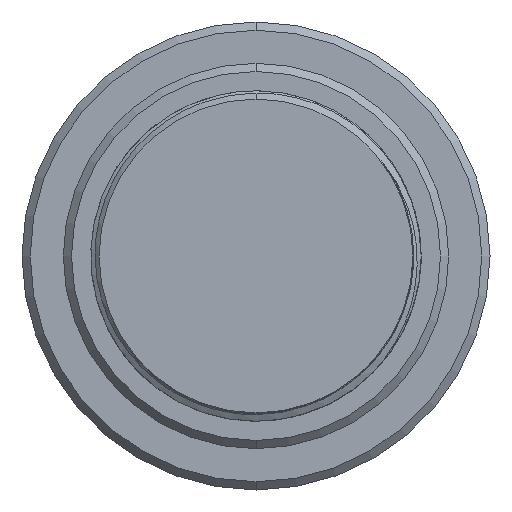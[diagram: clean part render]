
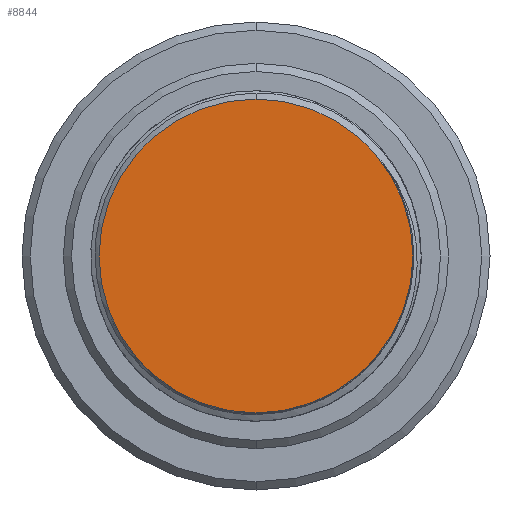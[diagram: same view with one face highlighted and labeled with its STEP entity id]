
A CAD part, left-side view. The second image highlights one B-rep face of the part: STEP entity #8844.
In plain terms, the highlighted face is planar.
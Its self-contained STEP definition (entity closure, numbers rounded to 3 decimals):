
#7616 = EDGE_CURVE('',#7617,#7619,#7621,.T.);
#7617 = VERTEX_POINT('',#7618);
#7618 = CARTESIAN_POINT('',(0.,0.,-5.7));
#7619 = VERTEX_POINT('',#7620);
#7620 = CARTESIAN_POINT('',(0.,0.,5.7));
#7621 = SURFACE_CURVE('',#7622,(#7627,#7639),.PCURVE_S1.);
#7622 = CIRCLE('',#7623,5.7);
#7623 = AXIS2_PLACEMENT_3D('',#7624,#7625,#7626);
#7624 = CARTESIAN_POINT('',(0.,0.,0.));
#7625 = DIRECTION('',(0.,-1.,-0.));
#7626 = DIRECTION('',(0.,0.,-1.));
#7627 = PCURVE('',#7628,#7633);
#7628 = CONICAL_SURFACE('',#7629,5.7,0.785);
#7629 = AXIS2_PLACEMENT_3D('',#7630,#7631,#7632);
#7630 = CARTESIAN_POINT('',(0.,0.,0.));
#7631 = DIRECTION('',(0.,1.,0.));
#7632 = DIRECTION('',(0.,-0.,1.));
#7633 = DEFINITIONAL_REPRESENTATION('',(#7634),#7638);
#7634 = LINE('',#7635,#7636);
#7635 = CARTESIAN_POINT('',(3.142,0.));
#7636 = VECTOR('',#7637,1.);
#7637 = DIRECTION('',(-1.,0.));
#7638 = ( GEOMETRIC_REPRESENTATION_CONTEXT(2) 
PARAMETRIC_REPRESENTATION_CONTEXT() REPRESENTATION_CONTEXT('2D SPACE',''
  ) );
#7639 = PCURVE('',#7640,#7645);
#7640 = PLANE('',#7641);
#7641 = AXIS2_PLACEMENT_3D('',#7642,#7643,#7644);
#7642 = CARTESIAN_POINT('',(0.,0.,0.));
#7643 = DIRECTION('',(0.,-1.,-0.));
#7644 = DIRECTION('',(0.,0.,-1.));
#7645 = DEFINITIONAL_REPRESENTATION('',(#7646),#7650);
#7646 = CIRCLE('',#7647,5.7);
#7647 = AXIS2_PLACEMENT_2D('',#7648,#7649);
#7648 = CARTESIAN_POINT('',(0.,0.));
#7649 = DIRECTION('',(1.,0.));
#7650 = ( GEOMETRIC_REPRESENTATION_CONTEXT(2) 
PARAMETRIC_REPRESENTATION_CONTEXT() REPRESENTATION_CONTEXT('2D SPACE',''
  ) );
#7668 = CONICAL_SURFACE('',#7669,5.7,0.785);
#7669 = AXIS2_PLACEMENT_3D('',#7670,#7671,#7672);
#7670 = CARTESIAN_POINT('',(0.,0.,0.));
#7671 = DIRECTION('',(0.,1.,0.));
#7672 = DIRECTION('',(0.,-0.,1.));
#8698 = EDGE_CURVE('',#7619,#7617,#8699,.T.);
#8699 = SURFACE_CURVE('',#8700,(#8705,#8712),.PCURVE_S1.);
#8700 = CIRCLE('',#8701,5.7);
#8701 = AXIS2_PLACEMENT_3D('',#8702,#8703,#8704);
#8702 = CARTESIAN_POINT('',(0.,0.,0.));
#8703 = DIRECTION('',(0.,-1.,-0.));
#8704 = DIRECTION('',(0.,0.,-1.));
#8705 = PCURVE('',#7668,#8706);
#8706 = DEFINITIONAL_REPRESENTATION('',(#8707),#8711);
#8707 = LINE('',#8708,#8709);
#8708 = CARTESIAN_POINT('',(9.425,0.));
#8709 = VECTOR('',#8710,1.);
#8710 = DIRECTION('',(-1.,0.));
#8711 = ( GEOMETRIC_REPRESENTATION_CONTEXT(2) 
PARAMETRIC_REPRESENTATION_CONTEXT() REPRESENTATION_CONTEXT('2D SPACE',''
  ) );
#8712 = PCURVE('',#7640,#8713);
#8713 = DEFINITIONAL_REPRESENTATION('',(#8714),#8718);
#8714 = CIRCLE('',#8715,5.7);
#8715 = AXIS2_PLACEMENT_2D('',#8716,#8717);
#8716 = CARTESIAN_POINT('',(0.,0.));
#8717 = DIRECTION('',(1.,0.));
#8718 = ( GEOMETRIC_REPRESENTATION_CONTEXT(2) 
PARAMETRIC_REPRESENTATION_CONTEXT() REPRESENTATION_CONTEXT('2D SPACE',''
  ) );
#8844 = ADVANCED_FACE('',(#8845),#7640,.T.);
#8845 = FACE_BOUND('',#8846,.T.);
#8846 = EDGE_LOOP('',(#8847,#8848));
#8847 = ORIENTED_EDGE('',*,*,#8698,.T.);
#8848 = ORIENTED_EDGE('',*,*,#7616,.T.);
